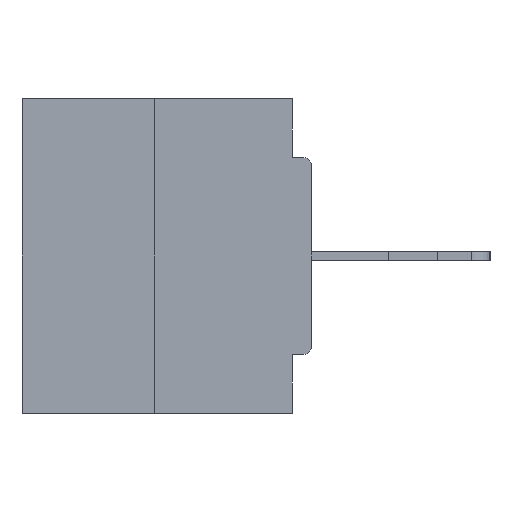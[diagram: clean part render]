
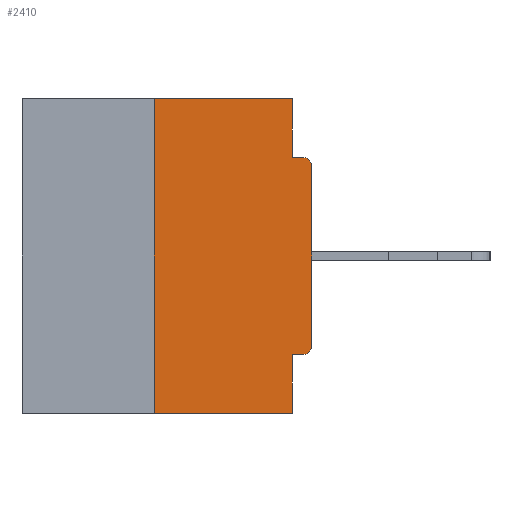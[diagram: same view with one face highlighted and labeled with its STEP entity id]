
A CAD part, left-side view. The second image highlights one B-rep face of the part: STEP entity #2410.
In plain terms, the highlighted planar face has unit normal (-1, 0, 0).
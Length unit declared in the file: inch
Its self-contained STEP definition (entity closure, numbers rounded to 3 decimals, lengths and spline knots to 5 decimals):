
#561 = CARTESIAN_POINT ( 'NONE',  ( 0., 0.25, 0. ) ) ;
#616 = EDGE_LOOP ( 'NONE', ( #27213, #15809, #24138, #20816, #2804, #24035, #20665, #2029, #10020, #27723 ) ) ;
#1744 = CARTESIAN_POINT ( 'NONE',  ( 0., 0.031, 0. ) ) ;
#2029 = ORIENTED_EDGE ( 'NONE', *, *, #29483, .T. ) ;
#2169 = DIRECTION ( 'NONE',  ( 0., 0., -1. ) ) ;
#2318 = VERTEX_POINT ( 'NONE', #16810 ) ;
#2410 = ADVANCED_FACE ( 'NONE', ( #3670 ), #26689, .F. ) ;
#2804 = ORIENTED_EDGE ( 'NONE', *, *, #5859, .F. ) ;
#3212 = CARTESIAN_POINT ( 'NONE',  ( 0., 0.031, -0.0935 ) ) ;
#3517 = DIRECTION ( 'NONE',  ( 1., 0., 0. ) ) ;
#3670 = FACE_OUTER_BOUND ( 'NONE', #616, .T. ) ;
#4254 = AXIS2_PLACEMENT_3D ( 'NONE', #5808, #3517, #10552 ) ;
#4966 = VECTOR ( 'NONE', #19283, 39.37008 ) ;
#5279 = EDGE_CURVE ( 'NONE', #9513, #19296, #14416, .T. ) ;
#5417 = LINE ( 'NONE', #561, #22526 ) ;
#5808 = CARTESIAN_POINT ( 'NONE',  ( 0., 0.46, 0. ) ) ;
#5859 = EDGE_CURVE ( 'NONE', #28948, #2318, #15972, .T. ) ;
#6379 = EDGE_CURVE ( 'NONE', #28948, #9513, #24160, .T. ) ;
#7240 = CARTESIAN_POINT ( 'NONE',  ( 0., 0., 0. ) ) ;
#7967 = CARTESIAN_POINT ( 'NONE',  ( 0., 0.25, 0. ) ) ;
#7971 = AXIS2_PLACEMENT_3D ( 'NONE', #26138, #28434, #14271 ) ;
#7989 = VERTEX_POINT ( 'NONE', #28593 ) ;
#8079 = EDGE_CURVE ( 'NONE', #17531, #18053, #5417, .T. ) ;
#9513 = VERTEX_POINT ( 'NONE', #15752 ) ;
#10020 = ORIENTED_EDGE ( 'NONE', *, *, #23654, .F. ) ;
#10348 = VECTOR ( 'NONE', #23778, 39.37008 ) ;
#10552 = DIRECTION ( 'NONE',  ( 0., 0., -1. ) ) ;
#11052 = DIRECTION ( 'NONE',  ( 0., -1., 0. ) ) ;
#11359 = LINE ( 'NONE', #15457, #29797 ) ;
#12279 = CARTESIAN_POINT ( 'NONE',  ( 0., 0.25, -0.5 ) ) ;
#12885 = CIRCLE ( 'NONE', #15822, 0.015 ) ;
#13275 = CARTESIAN_POINT ( 'NONE',  ( 0., 0.031, -0.5 ) ) ;
#14271 = DIRECTION ( 'NONE',  ( 0., 0., -1. ) ) ;
#14416 = LINE ( 'NONE', #7240, #17403 ) ;
#14638 = LINE ( 'NONE', #14939, #10348 ) ;
#14939 = CARTESIAN_POINT ( 'NONE',  ( 0., 0.46, 0. ) ) ;
#15457 = CARTESIAN_POINT ( 'NONE',  ( 0., 0.46, -0.5 ) ) ;
#15586 = VECTOR ( 'NONE', #2169, 39.37008 ) ;
#15673 = CARTESIAN_POINT ( 'NONE',  ( 0., 0., -0.4065 ) ) ;
#15752 = CARTESIAN_POINT ( 'NONE',  ( 0., 0., -0.3915 ) ) ;
#15809 = ORIENTED_EDGE ( 'NONE', *, *, #8079, .F. ) ;
#15822 = AXIS2_PLACEMENT_3D ( 'NONE', #23263, #16078, #16395 ) ;
#15972 = LINE ( 'NONE', #15673, #27973 ) ;
#16078 = DIRECTION ( 'NONE',  ( -1., 0., 0. ) ) ;
#16395 = DIRECTION ( 'NONE',  ( 0., 0., -1. ) ) ;
#16810 = CARTESIAN_POINT ( 'NONE',  ( 0., 0.031, -0.4065 ) ) ;
#16923 = LINE ( 'NONE', #26069, #17657 ) ;
#17403 = VECTOR ( 'NONE', #23557, 39.37008 ) ;
#17531 = VERTEX_POINT ( 'NONE', #12279 ) ;
#17657 = VECTOR ( 'NONE', #21475, 39.37008 ) ;
#18053 = VERTEX_POINT ( 'NONE', #7967 ) ;
#18719 = EDGE_CURVE ( 'NONE', #18053, #25905, #14638, .T. ) ;
#19283 = DIRECTION ( 'NONE',  ( 0., -1., 0. ) ) ;
#19296 = VERTEX_POINT ( 'NONE', #27471 ) ;
#19417 = DIRECTION ( 'NONE',  ( 0., 0., 1. ) ) ;
#20665 = ORIENTED_EDGE ( 'NONE', *, *, #5279, .T. ) ;
#20816 = ORIENTED_EDGE ( 'NONE', *, *, #21074, .F. ) ;
#21074 = EDGE_CURVE ( 'NONE', #2318, #7989, #30032, .T. ) ;
#21475 = DIRECTION ( 'NONE',  ( 0., 0., -1. ) ) ;
#22238 = VERTEX_POINT ( 'NONE', #28720 ) ;
#22526 = VECTOR ( 'NONE', #19417, 39.37008 ) ;
#23263 = CARTESIAN_POINT ( 'NONE',  ( 0., 0.015, -0.1085 ) ) ;
#23557 = DIRECTION ( 'NONE',  ( 0., 0., 1. ) ) ;
#23654 = EDGE_CURVE ( 'NONE', #27078, #22238, #28452, .T. ) ;
#23778 = DIRECTION ( 'NONE',  ( 0., -1., 0. ) ) ;
#24035 = ORIENTED_EDGE ( 'NONE', *, *, #6379, .T. ) ;
#24138 = ORIENTED_EDGE ( 'NONE', *, *, #25969, .T. ) ;
#24160 = CIRCLE ( 'NONE', #7971, 0.015 ) ;
#24721 = EDGE_CURVE ( 'NONE', #25905, #27078, #16923, .T. ) ;
#25263 = DIRECTION ( 'NONE',  ( 0., 1., 0. ) ) ;
#25905 = VERTEX_POINT ( 'NONE', #1744 ) ;
#25969 = EDGE_CURVE ( 'NONE', #17531, #7989, #11359, .T. ) ;
#26069 = CARTESIAN_POINT ( 'NONE',  ( 0., 0.031, 0. ) ) ;
#26138 = CARTESIAN_POINT ( 'NONE',  ( 0., 0.015, -0.3915 ) ) ;
#26689 = PLANE ( 'NONE',  #4254 ) ;
#27078 = VERTEX_POINT ( 'NONE', #3212 ) ;
#27213 = ORIENTED_EDGE ( 'NONE', *, *, #18719, .F. ) ;
#27471 = CARTESIAN_POINT ( 'NONE',  ( 0., 0., -0.1085 ) ) ;
#27723 = ORIENTED_EDGE ( 'NONE', *, *, #24721, .F. ) ;
#27973 = VECTOR ( 'NONE', #25263, 39.37008 ) ;
#28434 = DIRECTION ( 'NONE',  ( -1., 0., 0. ) ) ;
#28452 = LINE ( 'NONE', #28592, #4966 ) ;
#28592 = CARTESIAN_POINT ( 'NONE',  ( 0., 0., -0.0935 ) ) ;
#28593 = CARTESIAN_POINT ( 'NONE',  ( 0., 0.031, -0.5 ) ) ;
#28720 = CARTESIAN_POINT ( 'NONE',  ( 0., 0.015, -0.0935 ) ) ;
#28948 = VERTEX_POINT ( 'NONE', #29545 ) ;
#29483 = EDGE_CURVE ( 'NONE', #19296, #22238, #12885, .T. ) ;
#29545 = CARTESIAN_POINT ( 'NONE',  ( 0., 0.015, -0.4065 ) ) ;
#29797 = VECTOR ( 'NONE', #11052, 39.37008 ) ;
#30032 = LINE ( 'NONE', #13275, #15586 ) ;
